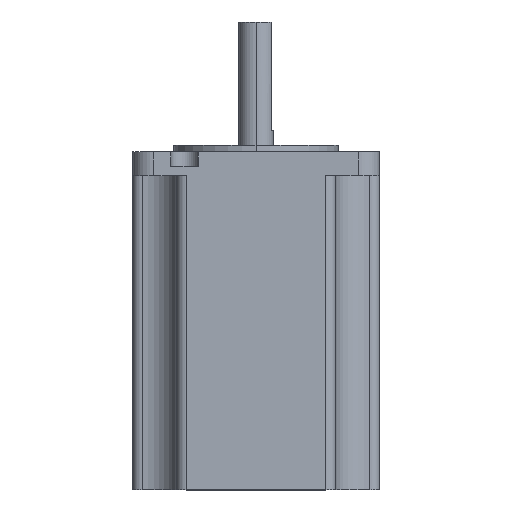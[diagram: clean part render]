
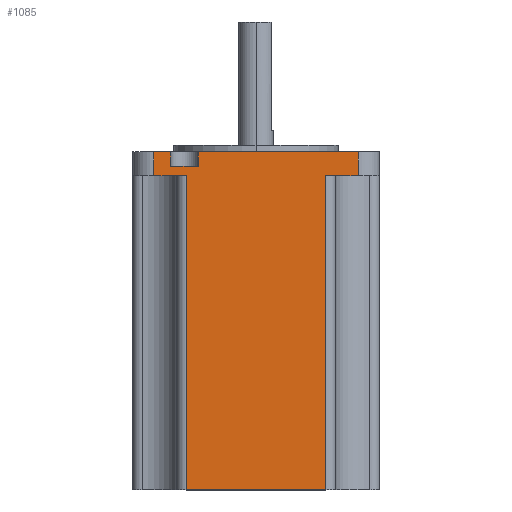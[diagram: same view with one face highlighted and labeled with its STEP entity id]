
A CAD part, top view. The second image highlights one B-rep face of the part: STEP entity #1085.
In plain terms, the highlighted planar face has unit normal (0, 0, 1).
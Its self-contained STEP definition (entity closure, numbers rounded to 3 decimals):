
#1 = ORIENTED_EDGE ( 'NONE', *, *, #888, .T. ) ;
#10 = DIRECTION ( 'NONE',  ( 0., 0., 1. ) ) ;
#14 = VERTEX_POINT ( 'NONE', #1337 ) ;
#114 = ORIENTED_EDGE ( 'NONE', *, *, #1475, .F. ) ;
#139 = CARTESIAN_POINT ( 'NONE',  ( 52.07, -5.5, 0. ) ) ;
#178 = VERTEX_POINT ( 'NONE', #464 ) ;
#185 = VERTEX_POINT ( 'NONE', #667 ) ;
#192 = CARTESIAN_POINT ( 'NONE',  ( 8.8, -3.4, 0. ) ) ;
#250 = EDGE_CURVE ( 'NONE', #902, #2288, #429, .T. ) ;
#323 = DIRECTION ( 'NONE',  ( 0., -1., 0. ) ) ;
#340 = EDGE_CURVE ( 'NONE', #2155, #2320, #1380, .T. ) ;
#408 = VECTOR ( 'NONE', #548, 1000. ) ;
#420 = CARTESIAN_POINT ( 'NONE',  ( 44.6, -5.5, 0. ) ) ;
#429 = LINE ( 'NONE', #1930, #752 ) ;
#461 = CARTESIAN_POINT ( 'NONE',  ( 4.93, -5.5, 0. ) ) ;
#464 = CARTESIAN_POINT ( 'NONE',  ( 8.8, -3.4, 0. ) ) ;
#485 = EDGE_CURVE ( 'NONE', #1488, #14, #895, .T. ) ;
#497 = VECTOR ( 'NONE', #2009, 1000. ) ;
#509 = CARTESIAN_POINT ( 'NONE',  ( 8.8, 0., 0. ) ) ;
#525 = LINE ( 'NONE', #1306, #745 ) ;
#527 = LINE ( 'NONE', #2250, #408 ) ;
#533 = FACE_OUTER_BOUND ( 'NONE', #2408, .T. ) ;
#548 = DIRECTION ( 'NONE',  ( 1., 0., 0. ) ) ;
#559 = VERTEX_POINT ( 'NONE', #139 ) ;
#593 = VECTOR ( 'NONE', #323, 1000. ) ;
#622 = LINE ( 'NONE', #1352, #1642 ) ;
#667 = CARTESIAN_POINT ( 'NONE',  ( 12.4, -5.5, 0. ) ) ;
#714 = DIRECTION ( 'NONE',  ( -1., 0., 0. ) ) ;
#717 = AXIS2_PLACEMENT_3D ( 'NONE', #1114, #10, #808 ) ;
#733 = CARTESIAN_POINT ( 'NONE',  ( 52.07, 0., 0. ) ) ;
#745 = VECTOR ( 'NONE', #714, 1000. ) ;
#752 = VECTOR ( 'NONE', #855, 1000. ) ;
#756 = EDGE_CURVE ( 'NONE', #1145, #14, #622, .T. ) ;
#775 = ORIENTED_EDGE ( 'NONE', *, *, #1844, .F. ) ;
#794 = DIRECTION ( 'NONE',  ( 1., 0., 0. ) ) ;
#808 = DIRECTION ( 'NONE',  ( 1., 0., 0. ) ) ;
#824 = DIRECTION ( 'NONE',  ( 0., 1., 0. ) ) ;
#835 = CARTESIAN_POINT ( 'NONE',  ( 52.07, -6., 0. ) ) ;
#855 = DIRECTION ( 'NONE',  ( 1., 0., 0. ) ) ;
#888 = EDGE_CURVE ( 'NONE', #559, #2288, #2317, .T. ) ;
#895 = LINE ( 'NONE', #2141, #593 ) ;
#902 = VERTEX_POINT ( 'NONE', #1004 ) ;
#920 = LINE ( 'NONE', #1657, #1510 ) ;
#938 = VECTOR ( 'NONE', #2318, 1000. ) ;
#970 = CARTESIAN_POINT ( 'NONE',  ( 4.93, 0., 0. ) ) ;
#972 = ORIENTED_EDGE ( 'NONE', *, *, #340, .F. ) ;
#973 = DIRECTION ( 'NONE',  ( 0., 1., 0. ) ) ;
#986 = LINE ( 'NONE', #420, #938 ) ;
#1004 = CARTESIAN_POINT ( 'NONE',  ( 15.2, 0., 0. ) ) ;
#1025 = ORIENTED_EDGE ( 'NONE', *, *, #1797, .F. ) ;
#1038 = VERTEX_POINT ( 'NONE', #509 ) ;
#1049 = ORIENTED_EDGE ( 'NONE', *, *, #250, .F. ) ;
#1071 = CARTESIAN_POINT ( 'NONE',  ( 12.4, -5.5, 0. ) ) ;
#1085 = ADVANCED_FACE ( 'NONE', ( #533 ), #1270, .T. ) ;
#1114 = CARTESIAN_POINT ( 'NONE',  ( 0., -78., 0. ) ) ;
#1128 = VECTOR ( 'NONE', #824, 1000. ) ;
#1145 = VERTEX_POINT ( 'NONE', #2285 ) ;
#1184 = ORIENTED_EDGE ( 'NONE', *, *, #2023, .T. ) ;
#1201 = CARTESIAN_POINT ( 'NONE',  ( 4.93, -6., 0. ) ) ;
#1255 = LINE ( 'NONE', #2345, #497 ) ;
#1270 = PLANE ( 'NONE',  #717 ) ;
#1291 = EDGE_CURVE ( 'NONE', #185, #1145, #1623, .T. ) ;
#1306 = CARTESIAN_POINT ( 'NONE',  ( 0., -5.5, 0. ) ) ;
#1337 = CARTESIAN_POINT ( 'NONE',  ( 44.6, -78., 0. ) ) ;
#1352 = CARTESIAN_POINT ( 'NONE',  ( 0., -78., 0. ) ) ;
#1363 = ORIENTED_EDGE ( 'NONE', *, *, #2287, .F. ) ;
#1373 = DIRECTION ( 'NONE',  ( 0., 1., 0. ) ) ;
#1380 = LINE ( 'NONE', #1201, #2431 ) ;
#1475 = EDGE_CURVE ( 'NONE', #2320, #1038, #527, .T. ) ;
#1488 = VERTEX_POINT ( 'NONE', #1873 ) ;
#1510 = VECTOR ( 'NONE', #2415, 1000. ) ;
#1623 = LINE ( 'NONE', #1071, #1942 ) ;
#1642 = VECTOR ( 'NONE', #794, 1000. ) ;
#1657 = CARTESIAN_POINT ( 'NONE',  ( 15.2, -3.4, 0. ) ) ;
#1714 = ORIENTED_EDGE ( 'NONE', *, *, #1291, .T. ) ;
#1766 = ORIENTED_EDGE ( 'NONE', *, *, #485, .F. ) ;
#1797 = EDGE_CURVE ( 'NONE', #178, #2371, #1255, .T. ) ;
#1829 = DIRECTION ( 'NONE',  ( 0., -1., 0. ) ) ;
#1844 = EDGE_CURVE ( 'NONE', #185, #2155, #525, .T. ) ;
#1873 = CARTESIAN_POINT ( 'NONE',  ( 44.6, -5.5, 0. ) ) ;
#1930 = CARTESIAN_POINT ( 'NONE',  ( 0., 0., 0. ) ) ;
#1942 = VECTOR ( 'NONE', #1829, 1000. ) ;
#1950 = EDGE_CURVE ( 'NONE', #559, #1488, #986, .T. ) ;
#1985 = ORIENTED_EDGE ( 'NONE', *, *, #1950, .F. ) ;
#2009 = DIRECTION ( 'NONE',  ( 1., 0., 0. ) ) ;
#2023 = EDGE_CURVE ( 'NONE', #178, #1038, #2071, .T. ) ;
#2071 = LINE ( 'NONE', #192, #1128 ) ;
#2141 = CARTESIAN_POINT ( 'NONE',  ( 44.6, -5.5, 0. ) ) ;
#2149 = VECTOR ( 'NONE', #1373, 1000. ) ;
#2155 = VERTEX_POINT ( 'NONE', #461 ) ;
#2250 = CARTESIAN_POINT ( 'NONE',  ( 0., 0., 0. ) ) ;
#2285 = CARTESIAN_POINT ( 'NONE',  ( 12.4, -78., 0. ) ) ;
#2287 = EDGE_CURVE ( 'NONE', #2371, #902, #920, .T. ) ;
#2288 = VERTEX_POINT ( 'NONE', #733 ) ;
#2301 = CARTESIAN_POINT ( 'NONE',  ( 15.2, -3.4, 0. ) ) ;
#2317 = LINE ( 'NONE', #835, #2149 ) ;
#2318 = DIRECTION ( 'NONE',  ( -1., 0., 0. ) ) ;
#2320 = VERTEX_POINT ( 'NONE', #970 ) ;
#2341 = ORIENTED_EDGE ( 'NONE', *, *, #756, .T. ) ;
#2345 = CARTESIAN_POINT ( 'NONE',  ( 8.8, -3.4, 0. ) ) ;
#2371 = VERTEX_POINT ( 'NONE', #2301 ) ;
#2408 = EDGE_LOOP ( 'NONE', ( #1363, #1025, #1184, #114, #972, #775, #1714, #2341, #1766, #1985, #1, #1049 ) ) ;
#2415 = DIRECTION ( 'NONE',  ( 0., 1., 0. ) ) ;
#2431 = VECTOR ( 'NONE', #973, 1000. ) ;
